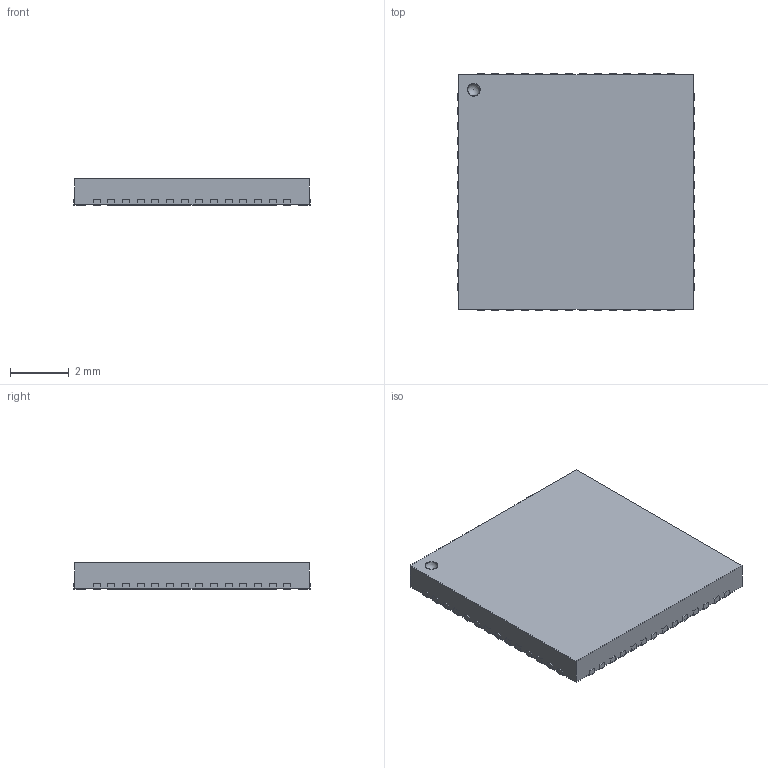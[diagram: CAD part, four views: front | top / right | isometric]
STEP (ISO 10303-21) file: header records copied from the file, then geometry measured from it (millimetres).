
FILE_DESCRIPTION( ( '' ), ' ' );
FILE_NAME( '58542e22426d93104bab00b0.step', '2016-12-16T18:10:42', ( '' ), ( '' ), ' ', ' ', ' ' );
FILE_SCHEMA( ( 'AUTOMOTIVE_DESIGN { 1 0 10303 214 1 1 1 1 }' ) );
Length unit declared in the file: metre
Products named in the file (59): Open CASCADE STEP translator 6.8 118; Open CASCADE STEP translator 6.8 117; Open CASCADE STEP translator 6.8 116; Open CASCADE STEP translator 6.8 115; Open CASCADE STEP translator 6.8 114; Open CASCADE STEP translator 6.8 113; Open CASCADE STEP translator 6.8 112; Open CASCADE STEP translator 6.8 111; Open CASCADE STEP translator 6.8 110; Open CASCADE STEP translator 6.8 109; Open CASCADE STEP translator 6.8 108; Open CASCADE STEP translator 6.8 107; Open CASCADE STEP translator 6.8 106; Open CASCADE STEP translator 6.8 105; Open CASCADE STEP translator 6.8 104; Open CASCADE STEP translator 6.8 103; Open CASCADE STEP translator 6.8 102; Open CASCADE STEP translator 6.8 101; Open CASCADE STEP translator 6.8 100; Open CASCADE STEP translator 6.8 99; Open CASCADE STEP translator 6.8 98; Open CASCADE STEP translator 6.8 97; Open CASCADE STEP translator 6.8 96; Open CASCADE STEP translator 6.8 95; Open CASCADE STEP translator 6.8 94; Open CASCADE STEP translator 6.8 93; Open CASCADE STEP translator 6.8 92; Open CASCADE STEP translator 6.8 91; Open CASCADE STEP translator 6.8 90; Open CASCADE STEP translator 6.8 89; Open CASCADE STEP translator 6.8 88; Open CASCADE STEP translator 6.8 87; Open CASCADE STEP translator 6.8 86; Open CASCADE STEP translator 6.8 85; Open CASCADE STEP translator 6.8 84; Open CASCADE STEP translator 6.8 83; Open CASCADE STEP translator 6.8 82; Open CASCADE STEP translator 6.8 81; Open CASCADE STEP translator 6.8 80; Open CASCADE STEP translator 6.8 79 ...
Bounding box: 8.05 x 8.05 x 0.9 mm (x, y, z)
Surface area: 249 mm2
Topology: 59 solids, 59 shells, 352 faces, 705 edges, 470 vertices
Faces by surface type: plane 349, sphere 3
Entity records: 15809 total; most frequent: CARTESIAN_POINT 1580, DIRECTION 1524, ORIENTED_EDGE 1398, STYLED_ITEM 1051, PRESENTATION_STYLE_ASSIGNMENT 1051, COLOUR_RGB 1051, EDGE_CURVE 699, CURVE_STYLE 699
